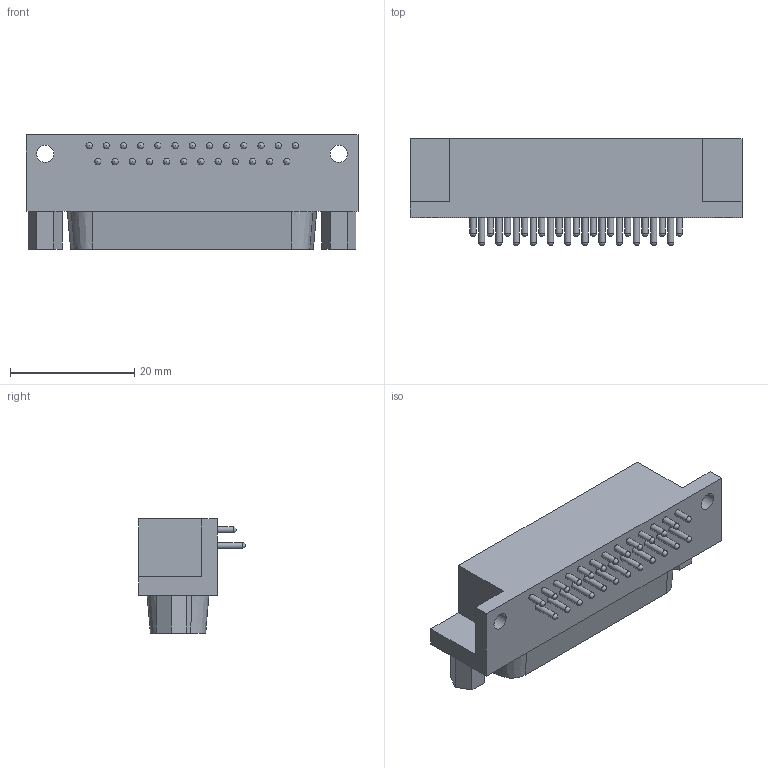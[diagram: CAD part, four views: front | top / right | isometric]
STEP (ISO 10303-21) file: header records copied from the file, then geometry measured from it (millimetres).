
FILE_DESCRIPTION(('STEP AP214'), '1');
FILE_NAME('DB25RA_M', '2016-02-06T10:29:30', ('Anton S.'), (''), 'ASCON STEP Converter 1.3', 'ASCON Math Kernel', '');
FILE_SCHEMA(('AUTOMOTIVE_DESIGN { 1 0 10303 214 3 1 1}'));
Length unit declared in the file: millimetre
Products named in the file (1): DB25RA_M
Bounding box: 53.47 x 17.2 x 18.4 mm (x, y, z)
Volume: 7688.6 mm3; surface area: 5019.1 mm2
Topology: 1 solids, 1 shells, 150 faces, 476 edges, 309 vertices
Faces by surface type: cylinder 54, sphere 50, plane 38, cone 8
Full cylindrical faces by diameter (mm): 1 x50, 2.609 x2, 2.8 x2
Entity records: 5026 total; most frequent: DIRECTION 698, CARTESIAN_POINT 607, ORIENTED_EDGE 494, AXIS2_PLACEMENT_3D 300, EDGE_LOOP 264, EDGE_CURVE 247, VERTEX_POINT 209, FACE_BOUND 181
